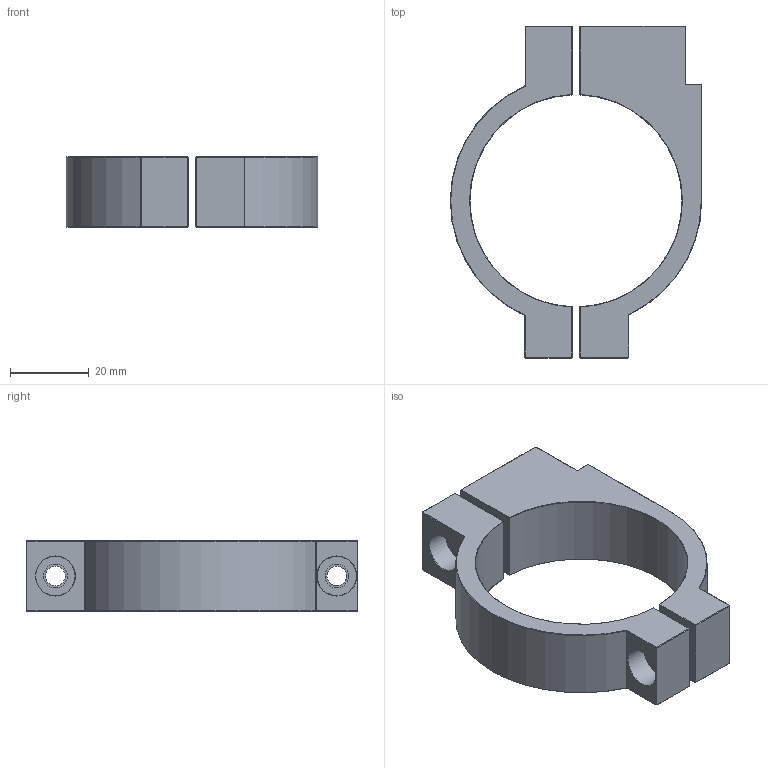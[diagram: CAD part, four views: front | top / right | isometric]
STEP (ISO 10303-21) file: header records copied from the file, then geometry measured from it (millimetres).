
FILE_DESCRIPTION(/* description */ (''),/* implementation_level */ '2;1');
FILE_NAME(/* name */ 'Support feux AV v2.step',/* time_stamp */ '2021-08-21T08:31:37+02:00',/* author */ (''),/* organization */ (''),/* preprocessor_version */ 'ST-DEVELOPER v18.1',/* originating_system */ 'Autodesk Translation Framework v10.9.0.1377',/* authorisation */ '');
FILE_SCHEMA (('AUTOMOTIVE_DESIGN { 1 0 10303 214 3 1 1 }'));
Length unit declared in the file: millimetre
Products named in the file (1): Support feux AV
Bounding box: 64 x 84.49 x 18 mm (x, y, z)
Volume: 30942 mm3; surface area: 13366.5 mm2
Topology: 2 solids, 2 shells, 148 faces, 397 edges, 255 vertices
Faces by surface type: plane 79, bspline 49, cone 10, cylinder 10
Full cylindrical faces by diameter (mm): 5.035 x2, 6 x2, 10 x2
Entity records: 7542 total; most frequent: CARTESIAN_POINT 4094, ORIENTED_EDGE 794, DIRECTION 552, EDGE_CURVE 397, VERTEX_POINT 255, LINE 250, VECTOR 250, EDGE_LOOP 158
